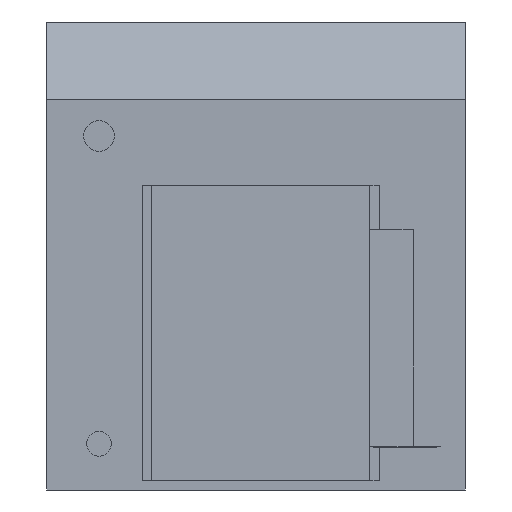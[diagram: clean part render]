
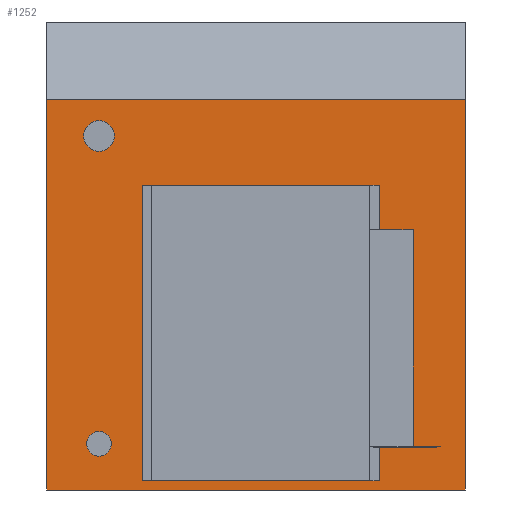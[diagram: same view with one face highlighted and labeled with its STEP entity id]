
A CAD part, front view. The second image highlights one B-rep face of the part: STEP entity #1252.
In plain terms, the highlighted planar face has unit normal (0, -1, 0).
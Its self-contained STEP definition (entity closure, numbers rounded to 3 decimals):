
#19=FACE_BOUND('',#144,.T.);
#20=FACE_BOUND('',#145,.T.);
#21=FACE_BOUND('',#146,.T.);
#26=CIRCLE('',#1333,25.);
#27=CIRCLE('',#1334,25.);
#30=CIRCLE('',#1339,20.);
#31=CIRCLE('',#1340,20.);
#70=FACE_OUTER_BOUND('',#143,.T.);
#143=EDGE_LOOP('',(#953,#954,#955,#956));
#144=EDGE_LOOP('',(#957,#958));
#145=EDGE_LOOP('',(#959,#960));
#146=EDGE_LOOP('',(#961,#962,#963,#964));
#218=LINE('',#1807,#382);
#238=LINE('',#1846,#402);
#239=LINE('',#1848,#403);
#240=LINE('',#1850,#404);
#257=LINE('',#1886,#421);
#267=LINE('',#1906,#431);
#269=LINE('',#1910,#433);
#270=LINE('',#1911,#434);
#382=VECTOR('',#1476,10.);
#402=VECTOR('',#1508,10.);
#403=VECTOR('',#1511,10.);
#404=VECTOR('',#1514,10.);
#421=VECTOR('',#1537,10.);
#431=VECTOR('',#1555,10.);
#433=VECTOR('',#1559,10.);
#434=VECTOR('',#1560,10.);
#537=VERTEX_POINT('',#1785);
#538=VERTEX_POINT('',#1787);
#541=VERTEX_POINT('',#1796);
#542=VERTEX_POINT('',#1798);
#543=VERTEX_POINT('',#1803);
#545=VERTEX_POINT('',#1806);
#557=VERTEX_POINT('',#1842);
#558=VERTEX_POINT('',#1844);
#573=VERTEX_POINT('',#1883);
#574=VERTEX_POINT('',#1885);
#580=VERTEX_POINT('',#1905);
#581=VERTEX_POINT('',#1909);
#662=EDGE_CURVE('',#538,#537,#26,.T.);
#663=EDGE_CURVE('',#537,#538,#27,.T.);
#667=EDGE_CURVE('',#542,#541,#30,.T.);
#668=EDGE_CURVE('',#541,#542,#31,.T.);
#670=EDGE_CURVE('',#545,#543,#218,.T.);
#690=EDGE_CURVE('',#557,#558,#238,.T.);
#691=EDGE_CURVE('',#543,#557,#239,.T.);
#692=EDGE_CURVE('',#558,#545,#240,.T.);
#709=EDGE_CURVE('',#573,#574,#257,.T.);
#719=EDGE_CURVE('',#580,#573,#267,.T.);
#721=EDGE_CURVE('',#581,#574,#269,.T.);
#722=EDGE_CURVE('',#580,#581,#270,.T.);
#953=ORIENTED_EDGE('',*,*,#721,.T.);
#954=ORIENTED_EDGE('',*,*,#709,.F.);
#955=ORIENTED_EDGE('',*,*,#719,.F.);
#956=ORIENTED_EDGE('',*,*,#722,.T.);
#957=ORIENTED_EDGE('',*,*,#662,.T.);
#958=ORIENTED_EDGE('',*,*,#663,.T.);
#959=ORIENTED_EDGE('',*,*,#667,.T.);
#960=ORIENTED_EDGE('',*,*,#668,.T.);
#961=ORIENTED_EDGE('',*,*,#690,.T.);
#962=ORIENTED_EDGE('',*,*,#692,.T.);
#963=ORIENTED_EDGE('',*,*,#670,.T.);
#964=ORIENTED_EDGE('',*,*,#691,.T.);
#1179=PLANE('',#1358);
#1252=ADVANCED_FACE('',(#70,#19,#20,#21),#1179,.T.);
#1333=AXIS2_PLACEMENT_3D('',#1788,#1454,#1455);
#1334=AXIS2_PLACEMENT_3D('',#1789,#1456,#1457);
#1339=AXIS2_PLACEMENT_3D('',#1799,#1467,#1468);
#1340=AXIS2_PLACEMENT_3D('',#1800,#1469,#1470);
#1358=AXIS2_PLACEMENT_3D('',#1908,#1557,#1558);
#1454=DIRECTION('center_axis',(0.,1.,0.));
#1455=DIRECTION('ref_axis',(1.,0.,0.));
#1456=DIRECTION('center_axis',(0.,1.,0.));
#1457=DIRECTION('ref_axis',(1.,0.,0.));
#1467=DIRECTION('center_axis',(0.,1.,0.));
#1468=DIRECTION('ref_axis',(1.,0.,0.));
#1469=DIRECTION('center_axis',(0.,1.,0.));
#1470=DIRECTION('ref_axis',(1.,0.,0.));
#1476=DIRECTION('',(0.,0.,-1.));
#1508=DIRECTION('',(0.,0.,1.));
#1511=DIRECTION('',(-1.,0.,0.));
#1514=DIRECTION('',(1.,0.,0.));
#1537=DIRECTION('',(0.,0.,-1.));
#1555=DIRECTION('',(1.,0.,0.));
#1557=DIRECTION('center_axis',(0.,-1.,0.));
#1558=DIRECTION('ref_axis',(0.,0.,-1.));
#1559=DIRECTION('',(1.,0.,0.));
#1560=DIRECTION('',(0.,0.,-1.));
#1785=CARTESIAN_POINT('',(60.,0.,195.));
#1787=CARTESIAN_POINT('',(110.,0.,195.));
#1788=CARTESIAN_POINT('Origin',(85.,0.,195.));
#1789=CARTESIAN_POINT('Origin',(85.,0.,195.));
#1796=CARTESIAN_POINT('',(65.,0.,-305.));
#1798=CARTESIAN_POINT('',(105.,0.,-305.));
#1799=CARTESIAN_POINT('Origin',(85.,0.,-305.));
#1800=CARTESIAN_POINT('Origin',(85.,0.,-305.));
#1803=CARTESIAN_POINT('',(540.,0.,-365.));
#1806=CARTESIAN_POINT('',(540.,0.,115.));
#1807=CARTESIAN_POINT('',(540.,0.,-55.5));
#1842=CARTESIAN_POINT('',(155.,0.,-365.));
#1844=CARTESIAN_POINT('',(155.,0.,115.));
#1846=CARTESIAN_POINT('',(155.,0.,-55.5));
#1848=CARTESIAN_POINT('',(173.75,0.,-365.));
#1850=CARTESIAN_POINT('',(173.75,0.,115.));
#1883=CARTESIAN_POINT('',(680.,0.,254.));
#1885=CARTESIAN_POINT('',(680.,0.,-380.));
#1886=CARTESIAN_POINT('',(680.,0.,254.));
#1905=CARTESIAN_POINT('',(0.,0.,254.));
#1906=CARTESIAN_POINT('',(0.,0.,254.));
#1908=CARTESIAN_POINT('Origin',(0.,0.,254.));
#1909=CARTESIAN_POINT('',(0.,0.,-380.));
#1910=CARTESIAN_POINT('',(0.,0.,-380.));
#1911=CARTESIAN_POINT('',(0.,0.,254.));
